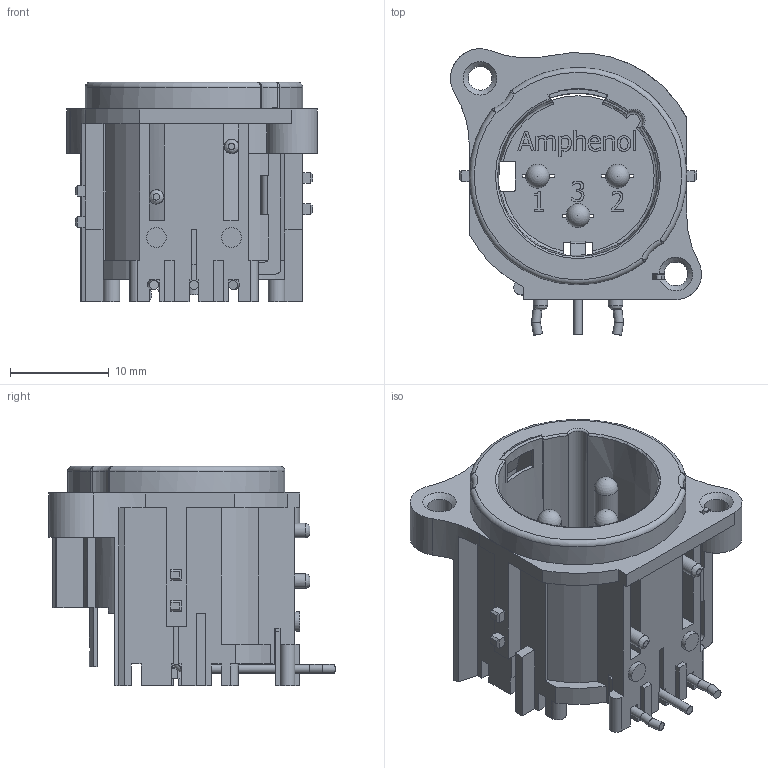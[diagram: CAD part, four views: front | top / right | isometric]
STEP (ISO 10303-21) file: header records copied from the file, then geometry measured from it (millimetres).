
FILE_DESCRIPTION((''),'2;1');
FILE_NAME('AC3MAH1-AU-PRE.stp','2015-02-12T14:52:20',('minh'),(''),'Autodesk Inventor 2012','Autodesk Inventor 2012','');
FILE_SCHEMA(('AUTOMOTIVE_DESIGN { 1 0 10303 214 1 1 1 1 }'));
Length unit declared in the file: inch
Products named in the file (1): AC3MAH1-AU-PRE_Shrinkwrap_1
Bounding box: 25.4 x 28.97 x 22.2 mm (x, y, z)
Surface area: 5773.3 mm2 (no closed solid volume)
Topology: 0 solids, 28 shells, 430 faces, 1689 edges, 1259 vertices
Faces by surface type: plane 313, cylinder 86, torus 15, sphere 7, cone 7, bspline 2
Full cylindrical faces by diameter (mm): 0.9 x7, 1.45 x2, 2 x2, 2.4 x4
Entity records: 19083 total; most frequent: CARTESIAN_POINT 4800, ORIENTED_EDGE 2755, DIRECTION 2618, EDGE_CURVE 1652, VERTEX_POINT 1249, VECTOR 1110, LINE 1110, AXIS2_PLACEMENT_3D 754
